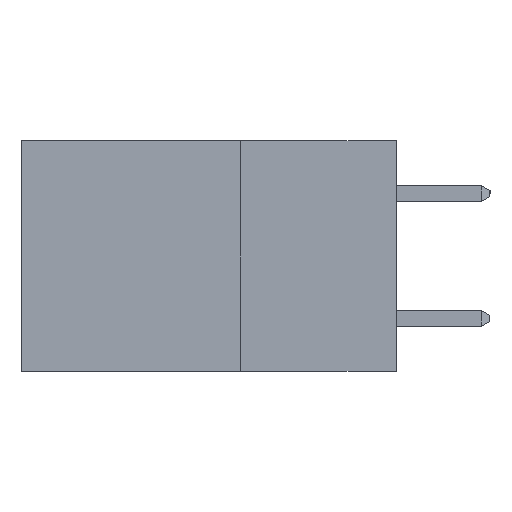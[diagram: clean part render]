
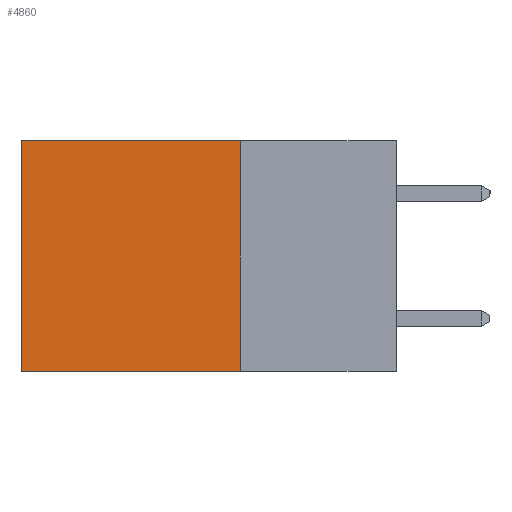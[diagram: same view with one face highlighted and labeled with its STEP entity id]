
A CAD part, left-side view. The second image highlights one B-rep face of the part: STEP entity #4860.
In plain terms, the highlighted planar face has unit normal (-1, 0, 0).
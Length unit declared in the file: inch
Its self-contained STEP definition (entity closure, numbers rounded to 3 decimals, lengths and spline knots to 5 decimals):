
#400 = CARTESIAN_POINT ( 'NONE',  ( 0.2615, 0.25, -0.37 ) ) ;
#480 = FACE_OUTER_BOUND ( 'NONE', #12552, .T. ) ;
#966 = ORIENTED_EDGE ( 'NONE', *, *, #17087, .F. ) ;
#1292 = EDGE_CURVE ( 'NONE', #5259, #16088, #12007, .T. ) ;
#1771 = VECTOR ( 'NONE', #10312, 39.37008 ) ;
#1952 = EDGE_CURVE ( 'NONE', #9361, #5259, #3615, .T. ) ;
#2467 = ORIENTED_EDGE ( 'NONE', *, *, #1292, .T. ) ;
#3615 = LINE ( 'NONE', #8081, #15959 ) ;
#4118 = LINE ( 'NONE', #9781, #6790 ) ;
#4391 = CARTESIAN_POINT ( 'NONE',  ( 0.2615, 0.6, 0. ) ) ;
#4860 = ADVANCED_FACE ( 'NONE', ( #480 ), #17758, .F. ) ;
#5259 = VERTEX_POINT ( 'NONE', #4391 ) ;
#5319 = LINE ( 'NONE', #8136, #5387 ) ;
#5387 = VECTOR ( 'NONE', #18131, 39.37008 ) ;
#5894 = CARTESIAN_POINT ( 'NONE',  ( 0.2615, 0.6, -0.37 ) ) ;
#6790 = VECTOR ( 'NONE', #15454, 39.37008 ) ;
#7898 = EDGE_CURVE ( 'NONE', #9361, #17884, #4118, .T. ) ;
#8081 = CARTESIAN_POINT ( 'NONE',  ( 0.2615, 0.25, 0. ) ) ;
#8136 = CARTESIAN_POINT ( 'NONE',  ( 0.2615, 0.25, -0.37 ) ) ;
#9361 = VERTEX_POINT ( 'NONE', #13759 ) ;
#9781 = CARTESIAN_POINT ( 'NONE',  ( 0.2615, 0.25, -0.37 ) ) ;
#9875 = ORIENTED_EDGE ( 'NONE', *, *, #1952, .T. ) ;
#10312 = DIRECTION ( 'NONE',  ( 0., 0., -1. ) ) ;
#11482 = AXIS2_PLACEMENT_3D ( 'NONE', #400, #17481, #17662 ) ;
#12007 = LINE ( 'NONE', #13403, #1771 ) ;
#12358 = DIRECTION ( 'NONE',  ( 0., 1., 0. ) ) ;
#12552 = EDGE_LOOP ( 'NONE', ( #2467, #966, #16581, #9875 ) ) ;
#13403 = CARTESIAN_POINT ( 'NONE',  ( 0.2615, 0.6, -0.37 ) ) ;
#13759 = CARTESIAN_POINT ( 'NONE',  ( 0.2615, 0.25, 0. ) ) ;
#15454 = DIRECTION ( 'NONE',  ( 0., 0., -1. ) ) ;
#15959 = VECTOR ( 'NONE', #12358, 39.37008 ) ;
#16088 = VERTEX_POINT ( 'NONE', #5894 ) ;
#16164 = CARTESIAN_POINT ( 'NONE',  ( 0.2615, 0.25, -0.37 ) ) ;
#16581 = ORIENTED_EDGE ( 'NONE', *, *, #7898, .F. ) ;
#17087 = EDGE_CURVE ( 'NONE', #17884, #16088, #5319, .T. ) ;
#17481 = DIRECTION ( 'NONE',  ( 1., 0., 0. ) ) ;
#17662 = DIRECTION ( 'NONE',  ( 0., 0., -1. ) ) ;
#17758 = PLANE ( 'NONE',  #11482 ) ;
#17884 = VERTEX_POINT ( 'NONE', #16164 ) ;
#18131 = DIRECTION ( 'NONE',  ( 0., 1., 0. ) ) ;
